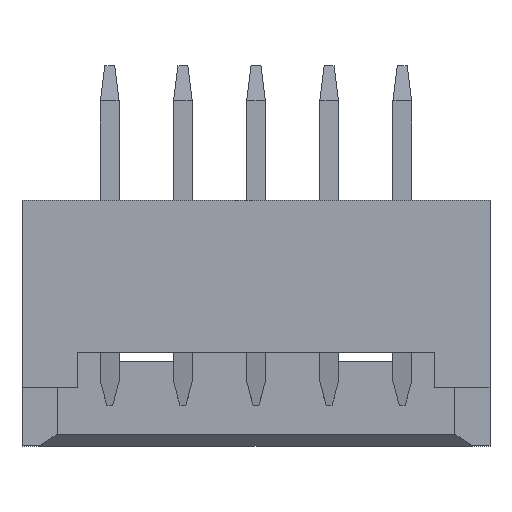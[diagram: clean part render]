
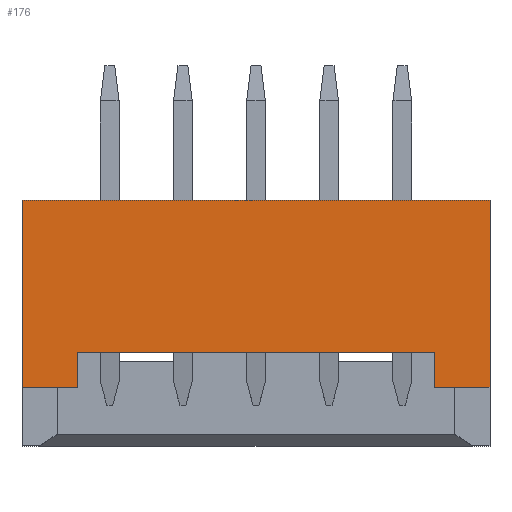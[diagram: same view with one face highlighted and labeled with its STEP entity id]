
A CAD part, top view. The second image highlights one B-rep face of the part: STEP entity #176.
In plain terms, the highlighted planar face has unit normal (0, 0, 1).
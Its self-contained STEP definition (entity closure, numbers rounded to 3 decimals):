
#42=FACE_OUTER_BOUND('',#473,.T.);
#176=ADVANCED_FACE('',(#42),#312,.T.);
#312=PLANE('',#2557);
#473=EDGE_LOOP('',(#662,#663,#664,#665,#666,#667,#668,#669));
#662=ORIENTED_EDGE('',*,*,#1576,.T.);
#663=ORIENTED_EDGE('',*,*,#1577,.T.);
#664=ORIENTED_EDGE('',*,*,#1578,.T.);
#665=ORIENTED_EDGE('',*,*,#1579,.T.);
#666=ORIENTED_EDGE('',*,*,#1580,.T.);
#667=ORIENTED_EDGE('',*,*,#1581,.T.);
#668=ORIENTED_EDGE('',*,*,#1582,.T.);
#669=ORIENTED_EDGE('',*,*,#1583,.T.);
#1354=VERTEX_POINT('',#3423);
#1355=VERTEX_POINT('',#3424);
#1356=VERTEX_POINT('',#3426);
#1357=VERTEX_POINT('',#3428);
#1358=VERTEX_POINT('',#3430);
#1359=VERTEX_POINT('',#3432);
#1360=VERTEX_POINT('',#3434);
#1361=VERTEX_POINT('',#3436);
#1576=EDGE_CURVE('',#1354,#1355,#1918,.T.);
#1577=EDGE_CURVE('',#1355,#1356,#1919,.T.);
#1578=EDGE_CURVE('',#1356,#1357,#1920,.T.);
#1579=EDGE_CURVE('',#1357,#1358,#1921,.T.);
#1580=EDGE_CURVE('',#1358,#1359,#1922,.T.);
#1581=EDGE_CURVE('',#1359,#1360,#1923,.T.);
#1582=EDGE_CURVE('',#1360,#1361,#1924,.T.);
#1583=EDGE_CURVE('',#1361,#1354,#1925,.T.);
#1918=LINE('',#3422,#2256);
#1919=LINE('',#3425,#2257);
#1920=LINE('',#3427,#2258);
#1921=LINE('',#3429,#2259);
#1922=LINE('',#3431,#2260);
#1923=LINE('',#3433,#2261);
#1924=LINE('',#3435,#2262);
#1925=LINE('',#3437,#2263);
#2256=VECTOR('',#2753,1.);
#2257=VECTOR('',#2754,1.);
#2258=VECTOR('',#2755,1.);
#2259=VECTOR('',#2756,1.);
#2260=VECTOR('',#2757,1.);
#2261=VECTOR('',#2758,1.);
#2262=VECTOR('',#2759,1.);
#2263=VECTOR('',#2760,1.);
#2557=AXIS2_PLACEMENT_3D('',#3438,#2761,#2762);
#2753=DIRECTION('',(0.,-1.,0.));
#2754=DIRECTION('',(1.,0.,0.));
#2755=DIRECTION('',(0.,1.,0.));
#2756=DIRECTION('',(1.,0.,0.));
#2757=DIRECTION('',(0.,-1.,0.));
#2758=DIRECTION('',(1.,0.,0.));
#2759=DIRECTION('',(0.,1.,0.));
#2760=DIRECTION('',(-1.,0.,0.));
#2761=DIRECTION('',(0.,0.,1.));
#2762=DIRECTION('',(1.,0.,0.));
#3422=CARTESIAN_POINT('',(-4.,5.2,3.2));
#3423=CARTESIAN_POINT('',(-4.,5.2,3.2));
#3424=CARTESIAN_POINT('',(-4.,2.,3.2));
#3425=CARTESIAN_POINT('',(-4.,2.,3.2));
#3426=CARTESIAN_POINT('',(-3.05,2.,3.2));
#3427=CARTESIAN_POINT('',(-3.05,2.,3.2));
#3428=CARTESIAN_POINT('',(-3.05,2.6,3.2));
#3429=CARTESIAN_POINT('',(-3.05,2.6,3.2));
#3430=CARTESIAN_POINT('',(3.05,2.6,3.2));
#3431=CARTESIAN_POINT('',(3.05,2.6,3.2));
#3432=CARTESIAN_POINT('',(3.05,2.,3.2));
#3433=CARTESIAN_POINT('',(3.05,2.,3.2));
#3434=CARTESIAN_POINT('',(4.,2.,3.2));
#3435=CARTESIAN_POINT('',(4.,1.,3.2));
#3436=CARTESIAN_POINT('',(4.,5.2,3.2));
#3437=CARTESIAN_POINT('',(4.,5.2,3.2));
#3438=CARTESIAN_POINT('',(0.,0.,3.2));
